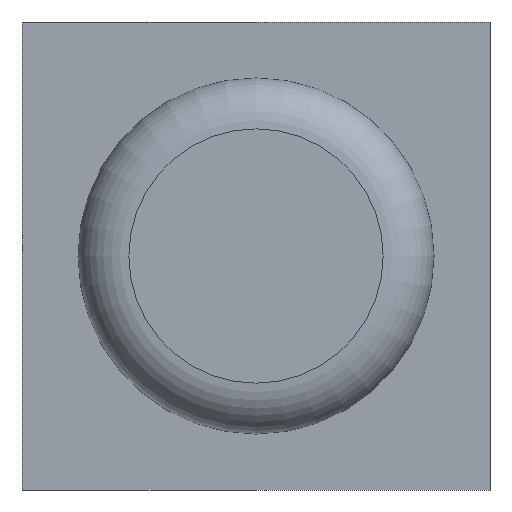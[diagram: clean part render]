
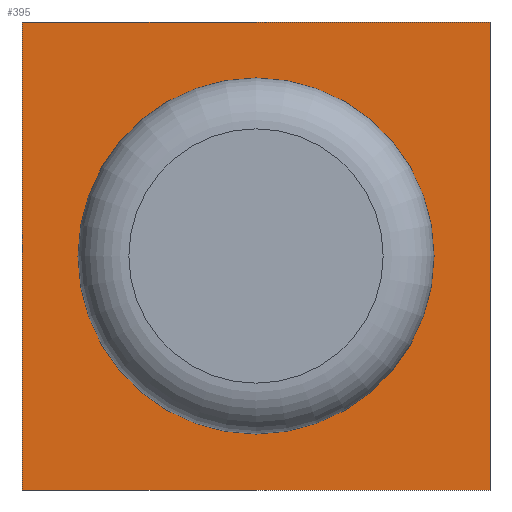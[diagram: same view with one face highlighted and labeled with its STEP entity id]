
A CAD part, front view. The second image highlights one B-rep face of the part: STEP entity #395.
In plain terms, the highlighted planar face has unit normal (0, -1, 0).
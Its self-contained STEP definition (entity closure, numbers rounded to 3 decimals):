
#16=FACE_BOUND('',#81,.T.);
#22=CIRCLE('',#406,1.75);
#35=PLANE('',#416);
#57=FACE_OUTER_BOUND('',#80,.T.);
#80=EDGE_LOOP('',(#361,#362,#363,#364));
#81=EDGE_LOOP('',(#365));
#109=LINE('',#704,#146);
#112=LINE('',#709,#149);
#116=LINE('',#737,#153);
#118=LINE('',#740,#155);
#146=VECTOR('',#472,10.);
#149=VECTOR('',#477,10.);
#153=VECTOR('',#487,10.);
#155=VECTOR('',#491,10.);
#187=VERTEX_POINT('',#629);
#200=VERTEX_POINT('',#701);
#201=VERTEX_POINT('',#703);
#202=VERTEX_POINT('',#707);
#203=VERTEX_POINT('',#736);
#229=EDGE_CURVE('',#187,#187,#22,.T.);
#248=EDGE_CURVE('',#201,#200,#109,.F.);
#251=EDGE_CURVE('',#200,#202,#112,.F.);
#255=EDGE_CURVE('',#203,#201,#116,.F.);
#257=EDGE_CURVE('',#202,#203,#118,.F.);
#361=ORIENTED_EDGE('',*,*,#251,.T.);
#362=ORIENTED_EDGE('',*,*,#257,.T.);
#363=ORIENTED_EDGE('',*,*,#255,.T.);
#364=ORIENTED_EDGE('',*,*,#248,.T.);
#365=ORIENTED_EDGE('',*,*,#229,.T.);
#395=ADVANCED_FACE('',(#57,#16),#35,.T.);
#406=AXIS2_PLACEMENT_3D('',#631,#448,#449);
#416=AXIS2_PLACEMENT_3D('',#741,#492,#493);
#448=DIRECTION('center_axis',(0.,1.,0.));
#449=DIRECTION('ref_axis',(1.,0.,0.));
#472=DIRECTION('',(0.,0.,-1.));
#477=DIRECTION('',(1.,0.,0.));
#487=DIRECTION('',(-1.,0.,0.));
#491=DIRECTION('',(0.,0.,1.));
#492=DIRECTION('center_axis',(0.,-1.,0.));
#493=DIRECTION('ref_axis',(1.,0.,0.));
#629=CARTESIAN_POINT('',(19.537,91.12,2.47));
#631=CARTESIAN_POINT('Origin',(21.287,91.12,2.47));
#701=CARTESIAN_POINT('',(23.587,91.12,4.77));
#703=CARTESIAN_POINT('',(23.587,91.12,0.17));
#704=CARTESIAN_POINT('',(23.587,91.12,1.22));
#707=CARTESIAN_POINT('',(18.987,91.12,4.77));
#709=CARTESIAN_POINT('',(22.537,91.12,4.77));
#736=CARTESIAN_POINT('',(18.987,91.12,0.17));
#737=CARTESIAN_POINT('',(20.037,91.12,0.17));
#740=CARTESIAN_POINT('',(18.987,91.12,3.72));
#741=CARTESIAN_POINT('Origin',(21.287,91.12,2.47));
